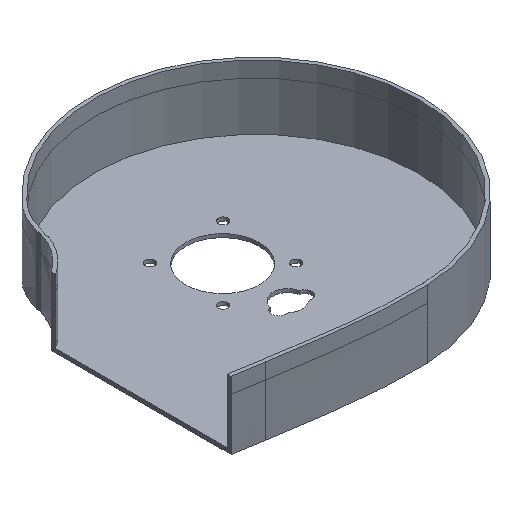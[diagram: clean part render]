
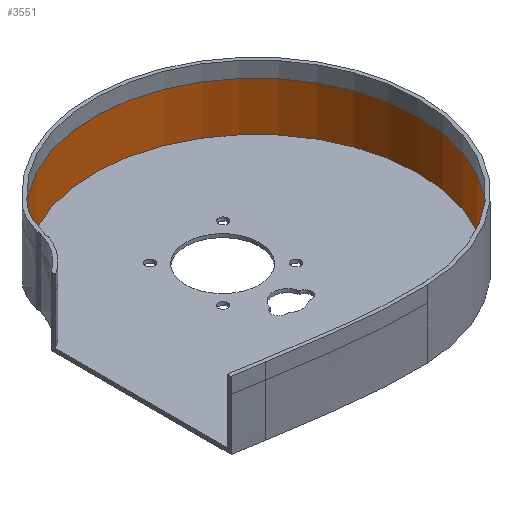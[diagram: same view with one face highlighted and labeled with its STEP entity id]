
A CAD part, isometric view. The second image highlights one B-rep face of the part: STEP entity #3551.
In plain terms, the highlighted cylindrical face has radius 93.257 mm (diameter 186.515 mm), a partial arc.
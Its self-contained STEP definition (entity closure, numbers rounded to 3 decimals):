
#802 = VERTEX_POINT('',#803);
#803 = CARTESIAN_POINT('',(294.591,-60.629,54.));
#1106 = VERTEX_POINT('',#1107);
#1107 = CARTESIAN_POINT('',(294.591,-60.628,26.));
#1254 = EDGE_CURVE('',#802,#1106,#1255,.T.);
#1255 = LINE('',#1256,#1257);
#1256 = CARTESIAN_POINT('',(294.568,-60.629,54.));
#1257 = VECTOR('',#1258,1.);
#1258 = DIRECTION('',(-0.,-0.,-1.));
#1316 = VERTEX_POINT('',#1317);
#1317 = CARTESIAN_POINT('',(222.668,95.669,26.));
#1772 = EDGE_CURVE('',#1106,#1316,#1773,.T.);
#1773 = CIRCLE('',#1774,93.257);
#1774 = AXIS2_PLACEMENT_3D('',#1775,#1776,#1777);
#1775 = CARTESIAN_POINT('',(291.342,32.572,26.));
#1776 = DIRECTION('',(0.,0.,1.));
#1777 = DIRECTION('',(1.,0.,0.));
#3162 = VERTEX_POINT('',#3163);
#3163 = CARTESIAN_POINT('',(222.667,95.67,54.));
#3468 = EDGE_CURVE('',#802,#3162,#3469,.T.);
#3469 = CIRCLE('',#3470,93.257);
#3470 = AXIS2_PLACEMENT_3D('',#3471,#3472,#3473);
#3471 = CARTESIAN_POINT('',(291.342,32.572,54.));
#3472 = DIRECTION('',(0.,0.,1.));
#3473 = DIRECTION('',(1.,0.,0.));
#3551 = ADVANCED_FACE('',(#3552),#3563,.F.);
#3552 = FACE_BOUND('',#3553,.F.);
#3553 = EDGE_LOOP('',(#3554,#3555,#3561,#3562));
#3554 = ORIENTED_EDGE('',*,*,#1772,.T.);
#3555 = ORIENTED_EDGE('',*,*,#3556,.F.);
#3556 = EDGE_CURVE('',#3162,#1316,#3557,.T.);
#3557 = LINE('',#3558,#3559);
#3558 = CARTESIAN_POINT('',(222.717,95.72,54.));
#3559 = VECTOR('',#3560,1.);
#3560 = DIRECTION('',(-0.,-0.,-1.));
#3561 = ORIENTED_EDGE('',*,*,#3468,.F.);
#3562 = ORIENTED_EDGE('',*,*,#1254,.T.);
#3563 = CYLINDRICAL_SURFACE('',#3564,93.257);
#3564 = AXIS2_PLACEMENT_3D('',#3565,#3566,#3567);
#3565 = CARTESIAN_POINT('',(291.342,32.572,54.));
#3566 = DIRECTION('',(0.,0.,1.));
#3567 = DIRECTION('',(1.,0.,0.));
